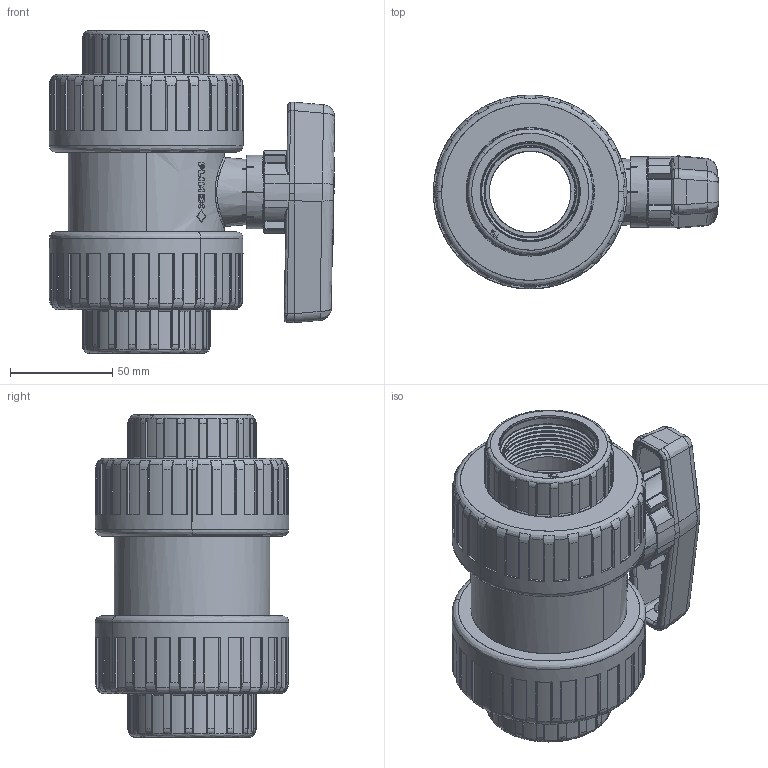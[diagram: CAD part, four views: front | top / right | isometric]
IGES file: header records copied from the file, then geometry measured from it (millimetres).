
Start section: SolidWorks IGES file using NURBS representation for surfaces
Global section: file name: 01611077150.IGS; native system: SolidWorks 2021; preprocessor: SolidWorks 2021; author: DMorais; date: 220324.111411; units: millimetre
Bounding box: 139.77 x 94.88 x 158.08 mm (x, y, z)
Surface area: 102840.1 mm2 (no closed solid volume)
Topology: 0 solids, 0 shells, 2016 faces, 20263 edges, 20246 vertices
Faces by surface type: bspline 2016
